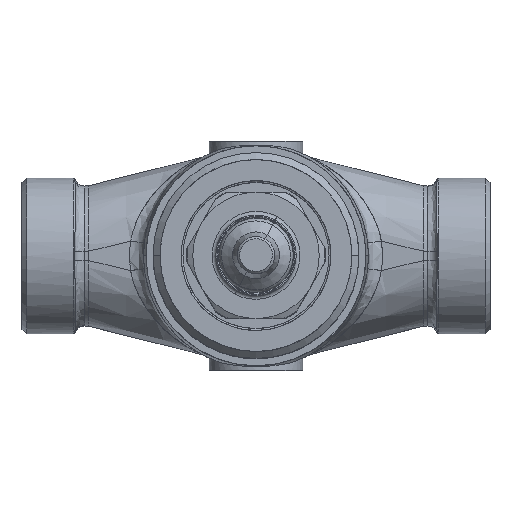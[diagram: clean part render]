
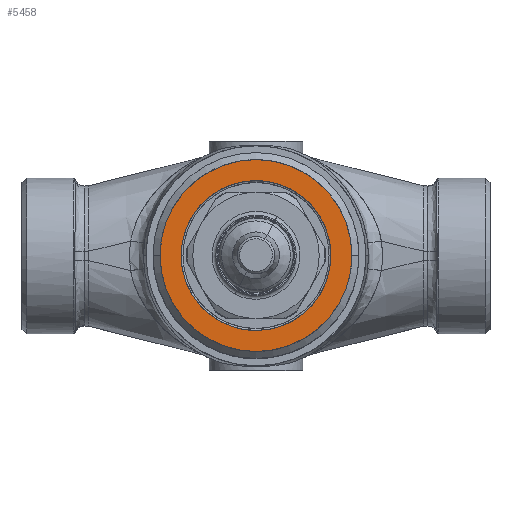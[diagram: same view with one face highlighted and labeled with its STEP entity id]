
A CAD part, top view. The second image highlights one B-rep face of the part: STEP entity #5458.
In plain terms, the highlighted face is planar.
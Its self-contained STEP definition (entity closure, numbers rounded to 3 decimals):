
#5384=AXIS2_PLACEMENT_3D('Plane Axis2P3D',#5381,#5382,#5383) ;
#5381=CARTESIAN_POINT('Axis2P3D Location',(21.32,-57.5,21.347)) ;
#5387=CARTESIAN_POINT('Control Point',(20.5,-57.5,0.)) ;
#5388=CARTESIAN_POINT('Control Point',(20.502,-57.5,2.526)) ;
#5389=CARTESIAN_POINT('Control Point',(19.555,-57.5,7.576)) ;
#5390=CARTESIAN_POINT('Control Point',(15.499,-57.5,14.129)) ;
#5391=CARTESIAN_POINT('Control Point',(9.348,-57.5,18.775)) ;
#5392=CARTESIAN_POINT('Control Point',(3.171,-57.5,20.53)) ;
#5393=CARTESIAN_POINT('Control Point',(-3.171,-57.5,20.53)) ;
#5394=CARTESIAN_POINT('Control Point',(-9.348,-57.5,18.775)) ;
#5395=CARTESIAN_POINT('Control Point',(-15.499,-57.5,14.129)) ;
#5396=CARTESIAN_POINT('Control Point',(-19.555,-57.5,7.576)) ;
#5397=CARTESIAN_POINT('Control Point',(-20.502,-57.5,2.526)) ;
#5398=CARTESIAN_POINT('Control Point',(-20.5,-57.5,0.)) ;
#5399=CARTESIAN_POINT('Vertex',(20.5,-57.5,0.)) ;
#5401=CARTESIAN_POINT('Vertex',(-20.5,-57.5,0.)) ;
#5405=CARTESIAN_POINT('Control Point',(-20.5,-57.5,0.)) ;
#5406=CARTESIAN_POINT('Control Point',(-20.502,-57.5,-2.526)) ;
#5407=CARTESIAN_POINT('Control Point',(-19.555,-57.5,-7.576)) ;
#5408=CARTESIAN_POINT('Control Point',(-15.499,-57.5,-14.129)) ;
#5409=CARTESIAN_POINT('Control Point',(-9.348,-57.5,-18.775)) ;
#5410=CARTESIAN_POINT('Control Point',(-3.171,-57.5,-20.53)) ;
#5411=CARTESIAN_POINT('Control Point',(3.171,-57.5,-20.53)) ;
#5412=CARTESIAN_POINT('Control Point',(9.348,-57.5,-18.775)) ;
#5413=CARTESIAN_POINT('Control Point',(15.499,-57.5,-14.129)) ;
#5414=CARTESIAN_POINT('Control Point',(19.555,-57.5,-7.576)) ;
#5415=CARTESIAN_POINT('Control Point',(20.502,-57.5,-2.526)) ;
#5416=CARTESIAN_POINT('Control Point',(20.5,-57.5,0.)) ;
#5423=CARTESIAN_POINT('Control Point',(16.,-57.5,0.)) ;
#5424=CARTESIAN_POINT('Control Point',(16.002,-57.5,-1.971)) ;
#5425=CARTESIAN_POINT('Control Point',(15.263,-57.5,-5.913)) ;
#5426=CARTESIAN_POINT('Control Point',(12.097,-57.5,-11.027)) ;
#5427=CARTESIAN_POINT('Control Point',(7.296,-57.5,-14.653)) ;
#5428=CARTESIAN_POINT('Control Point',(2.475,-57.5,-16.023)) ;
#5429=CARTESIAN_POINT('Control Point',(-2.475,-57.5,-16.023)) ;
#5430=CARTESIAN_POINT('Control Point',(-7.296,-57.5,-14.653)) ;
#5431=CARTESIAN_POINT('Control Point',(-12.097,-57.5,-11.027)) ;
#5432=CARTESIAN_POINT('Control Point',(-15.263,-57.5,-5.913)) ;
#5433=CARTESIAN_POINT('Control Point',(-16.002,-57.5,-1.971)) ;
#5434=CARTESIAN_POINT('Control Point',(-16.,-57.5,0.)) ;
#5435=CARTESIAN_POINT('Vertex',(16.,-57.5,0.)) ;
#5437=CARTESIAN_POINT('Vertex',(-16.,-57.5,0.)) ;
#5441=CARTESIAN_POINT('Control Point',(-16.,-57.5,0.)) ;
#5442=CARTESIAN_POINT('Control Point',(-16.002,-57.5,1.971)) ;
#5443=CARTESIAN_POINT('Control Point',(-15.263,-57.5,5.913)) ;
#5444=CARTESIAN_POINT('Control Point',(-12.097,-57.5,11.027)) ;
#5445=CARTESIAN_POINT('Control Point',(-7.296,-57.5,14.653)) ;
#5446=CARTESIAN_POINT('Control Point',(-2.475,-57.5,16.023)) ;
#5447=CARTESIAN_POINT('Control Point',(2.475,-57.5,16.023)) ;
#5448=CARTESIAN_POINT('Control Point',(7.296,-57.5,14.653)) ;
#5449=CARTESIAN_POINT('Control Point',(12.097,-57.5,11.027)) ;
#5450=CARTESIAN_POINT('Control Point',(15.263,-57.5,5.913)) ;
#5451=CARTESIAN_POINT('Control Point',(16.002,-57.5,1.971)) ;
#5452=CARTESIAN_POINT('Control Point',(16.,-57.5,0.)) ;
#5382=DIRECTION('Axis2P3D Direction',(-0.,-1.,0.)) ;
#5383=DIRECTION('Axis2P3D XDirection',(-1.,0.,0.)) ;
#5419=ORIENTED_EDGE('',*,*,#5403,.T.) ;
#5420=ORIENTED_EDGE('',*,*,#5417,.T.) ;
#5455=ORIENTED_EDGE('',*,*,#5439,.T.) ;
#5456=ORIENTED_EDGE('',*,*,#5453,.T.) ;
#5457=FACE_BOUND('',#5454,.T.) ;
#5458=ADVANCED_FACE('TRM_SRF74',(#5421,#5457),#5385,.T.) ;
#5386=B_SPLINE_CURVE_WITH_KNOTS('',3,(#5387,#5388,#5389,#5390,#5391,#5392,#5393,#5394,#5395,#5396,#5397,#5398),.UNSPECIFIED.,.F.,.U.,(4,1,1,1,1,1,1,1,1,4),(0.,7.687,15.375,23.062,30.75,34.594,42.281,49.969,57.656,65.343),.UNSPECIFIED.) ;
#5404=B_SPLINE_CURVE_WITH_KNOTS('',3,(#5405,#5406,#5407,#5408,#5409,#5410,#5411,#5412,#5413,#5414,#5415,#5416),.UNSPECIFIED.,.F.,.U.,(4,1,1,1,1,1,1,1,1,4),(0.,7.687,15.375,23.062,30.75,34.594,42.281,49.969,57.656,65.343),.UNSPECIFIED.) ;
#5422=B_SPLINE_CURVE_WITH_KNOTS('',3,(#5423,#5424,#5425,#5426,#5427,#5428,#5429,#5430,#5431,#5432,#5433,#5434),.UNSPECIFIED.,.F.,.U.,(4,1,1,1,1,1,1,1,1,4),(0.,6.,12.,18.,24.,27.,33.,39.,45.,51.),.UNSPECIFIED.) ;
#5440=B_SPLINE_CURVE_WITH_KNOTS('',3,(#5441,#5442,#5443,#5444,#5445,#5446,#5447,#5448,#5449,#5450,#5451,#5452),.UNSPECIFIED.,.F.,.U.,(4,1,1,1,1,1,1,1,1,4),(0.,6.,12.,18.,24.,27.,33.,39.,45.,51.),.UNSPECIFIED.) ;
#5403=EDGE_CURVE('',#5400,#5402,#5386,.T.) ;
#5417=EDGE_CURVE('',#5402,#5400,#5404,.T.) ;
#5439=EDGE_CURVE('',#5436,#5438,#5422,.T.) ;
#5453=EDGE_CURVE('',#5438,#5436,#5440,.T.) ;
#5418=EDGE_LOOP('',(#5419,#5420)) ;
#5454=EDGE_LOOP('',(#5455,#5456)) ;
#5421=FACE_OUTER_BOUND('',#5418,.T.) ;
#5385=PLANE('',#5384) ;
#5400=VERTEX_POINT('',#5399) ;
#5402=VERTEX_POINT('',#5401) ;
#5436=VERTEX_POINT('',#5435) ;
#5438=VERTEX_POINT('',#5437) ;
